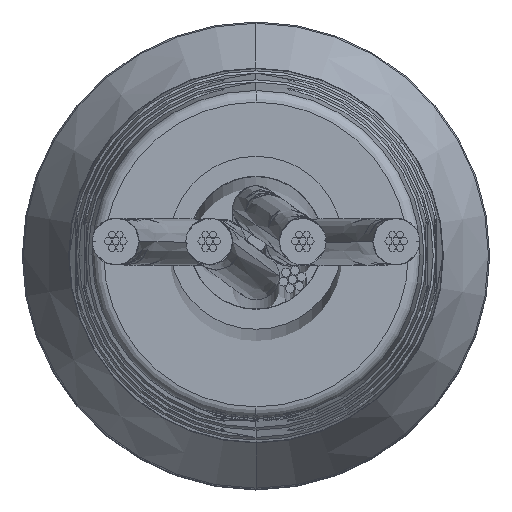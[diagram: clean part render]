
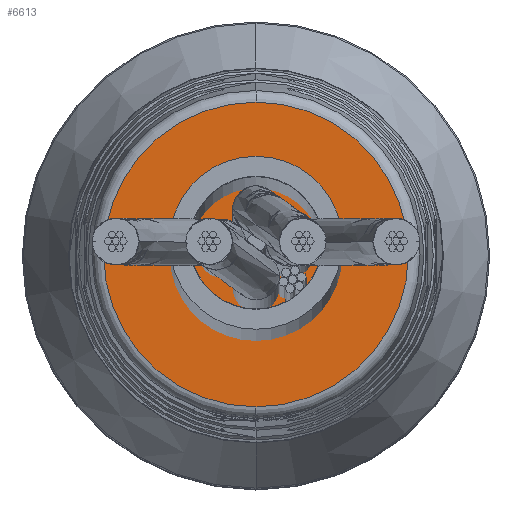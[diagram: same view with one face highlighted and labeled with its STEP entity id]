
A CAD part, top view. The second image highlights one B-rep face of the part: STEP entity #6613.
In plain terms, the highlighted face is planar.
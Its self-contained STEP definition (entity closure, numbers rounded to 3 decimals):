
#321 = CARTESIAN_POINT ( 'NONE',  ( 0., 0., 0. ) ) ;
#558 = DIRECTION ( 'NONE',  ( 0., 0., -1. ) ) ;
#1787 = FACE_OUTER_BOUND ( 'NONE', #4538, .T. ) ;
#3405 = CARTESIAN_POINT ( 'NONE',  ( 3.5, 0., 0. ) ) ;
#4318 = EDGE_CURVE ( 'NONE', #19027, #14138, #22873, .T. ) ;
#4538 = EDGE_LOOP ( 'NONE', ( #27790, #8703 ) ) ;
#6613 = ADVANCED_FACE ( 'NONE', ( #1787 ), #7811, .T. ) ;
#7416 = DIRECTION ( 'NONE',  ( 0., -1., 0. ) ) ;
#7811 = PLANE ( 'NONE',  #11274 ) ;
#7833 = CIRCLE ( 'NONE', #13894, 3.26 ) ;
#8703 = ORIENTED_EDGE ( 'NONE', *, *, #4318, .T. ) ;
#9774 = EDGE_CURVE ( 'NONE', #14138, #19027, #7833, .T. ) ;
#11274 = AXIS2_PLACEMENT_3D ( 'NONE', #3405, #25116, #22959 ) ;
#13862 = AXIS2_PLACEMENT_3D ( 'NONE', #20434, #7416, #558 ) ;
#13894 = AXIS2_PLACEMENT_3D ( 'NONE', #321, #24054, #21892 ) ;
#14138 = VERTEX_POINT ( 'NONE', #19166 ) ;
#18286 = CARTESIAN_POINT ( 'NONE',  ( 0., 0., 3.26 ) ) ;
#19027 = VERTEX_POINT ( 'NONE', #18286 ) ;
#19166 = CARTESIAN_POINT ( 'NONE',  ( 0., 0., -3.26 ) ) ;
#20434 = CARTESIAN_POINT ( 'NONE',  ( 0., 0., 0. ) ) ;
#21892 = DIRECTION ( 'NONE',  ( 0., 0., -1. ) ) ;
#22873 = CIRCLE ( 'NONE', #13862, 3.26 ) ;
#22959 = DIRECTION ( 'NONE',  ( 0., 0., -1. ) ) ;
#24054 = DIRECTION ( 'NONE',  ( 0., -1., 0. ) ) ;
#25116 = DIRECTION ( 'NONE',  ( 0., -1., 0. ) ) ;
#27790 = ORIENTED_EDGE ( 'NONE', *, *, #9774, .T. ) ;
